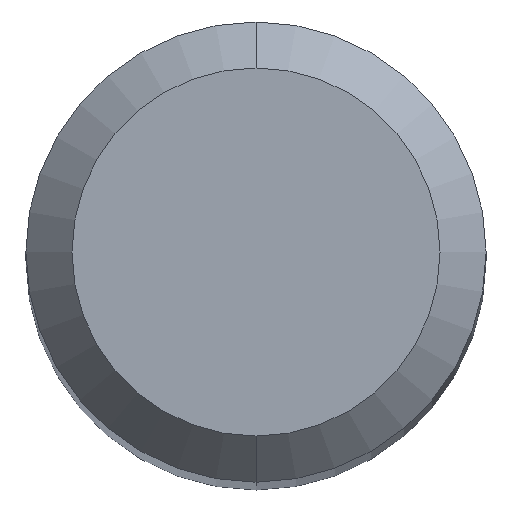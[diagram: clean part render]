
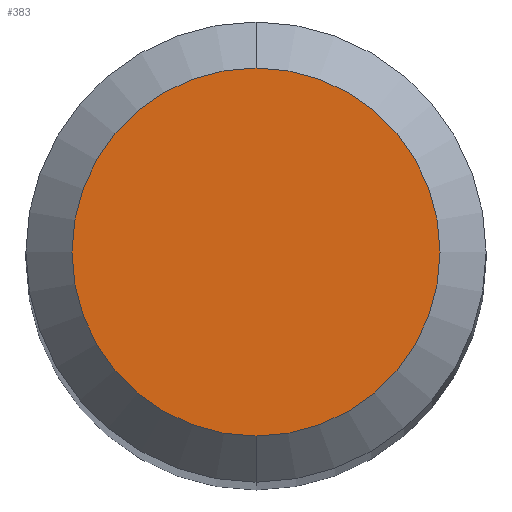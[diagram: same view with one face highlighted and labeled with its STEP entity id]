
A CAD part, top view. The second image highlights one B-rep face of the part: STEP entity #383.
In plain terms, the highlighted planar face has unit normal (0, 0, 1).
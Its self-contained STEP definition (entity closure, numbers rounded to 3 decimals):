
#287=VERTEX_POINT('',#606);
#291=EDGE_CURVE('',#323,#287,#610,.T.);
#323=VERTEX_POINT('',#647);
#383=ADVANCED_FACE('',(#711),#712,.T.);
#395=EDGE_CURVE('',#287,#323,#725,.T.);
#606=CARTESIAN_POINT('',(0.0,1.2,0.0));
#610=CIRCLE('',#1079,1.2);
#647=CARTESIAN_POINT('',(0.,-1.2,0.0));
#711=FACE_OUTER_BOUND('',#1269,.T.);
#712=PLANE('',#1270);
#725=CIRCLE('',#1285,1.2);
#1079=AXIS2_PLACEMENT_3D('',#1583,#1584,#1585);
#1269=EDGE_LOOP('',(#1688,#1689));
#1270=AXIS2_PLACEMENT_3D('',#1690,#1691,#1692);
#1285=AXIS2_PLACEMENT_3D('',#1703,#1704,#1705);
#1583=CARTESIAN_POINT('',(0.0,0.0,0.0));
#1584=DIRECTION('',(0.0,0.0,-1.0));
#1585=DIRECTION('',(0.0,1.0,0.0));
#1688=ORIENTED_EDGE('',*,*,#395,.F.);
#1689=ORIENTED_EDGE('',*,*,#291,.F.);
#1690=CARTESIAN_POINT('',(0.0,0.6,0.0));
#1691=DIRECTION('',(-0.0,0.0,1.0));
#1692=DIRECTION('',(0.0,-1.0,0.0));
#1703=CARTESIAN_POINT('',(0.0,0.0,0.0));
#1704=DIRECTION('',(0.0,0.0,-1.0));
#1705=DIRECTION('',(0.0,1.0,0.0));
